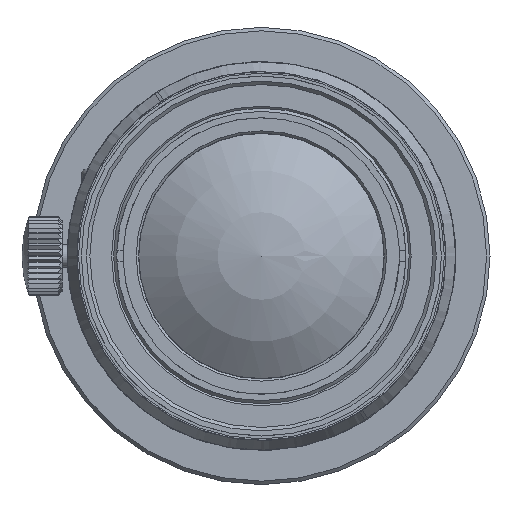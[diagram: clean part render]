
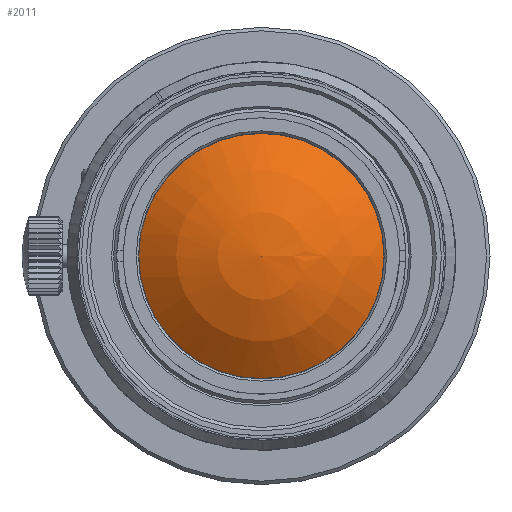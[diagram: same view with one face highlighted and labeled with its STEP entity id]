
A CAD part, left-side view. The second image highlights one B-rep face of the part: STEP entity #2011.
In plain terms, the highlighted spherical face has radius 17.163 mm.
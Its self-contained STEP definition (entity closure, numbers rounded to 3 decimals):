
#112=SPHERICAL_SURFACE('',#11560,17.163);
#375=FACE_OUTER_BOUND('',#4030,.T.);
#2011=ADVANCED_FACE('',(#375),#112,.T.);
#4030=EDGE_LOOP('',(#5999));
#5999=ORIENTED_EDGE('',*,*,#9695,.T.);
#8104=VERTEX_POINT('',#16705);
#9695=EDGE_CURVE('',#8104,#8104,#10808,.T.);
#10808=CIRCLE('',#11559,10.726);
#11559=AXIS2_PLACEMENT_3D('',#16704,#13473,#13474);
#11560=AXIS2_PLACEMENT_3D('',#16706,#13475,#13476);
#13473=DIRECTION('',(-1.,0.,0.));
#13474=DIRECTION('',(0.,0.,-1.));
#13475=DIRECTION('',(1.,0.,0.));
#13476=DIRECTION('',(0.,-1.,0.));
#16704=CARTESIAN_POINT('',(-59.854,0.,0.));
#16705=CARTESIAN_POINT('',(-59.854,0.,-10.726));
#16706=CARTESIAN_POINT('',(-46.456,0.,0.));
